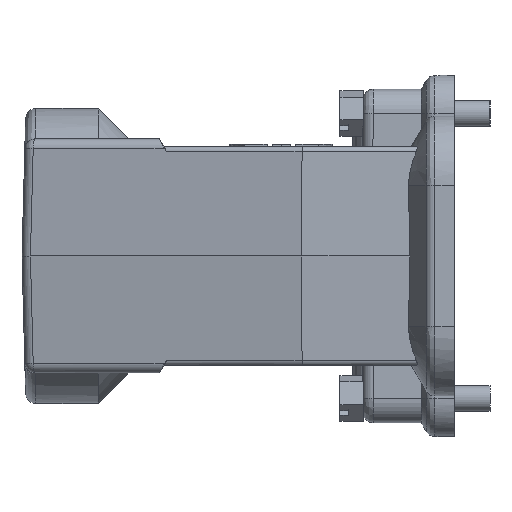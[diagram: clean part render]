
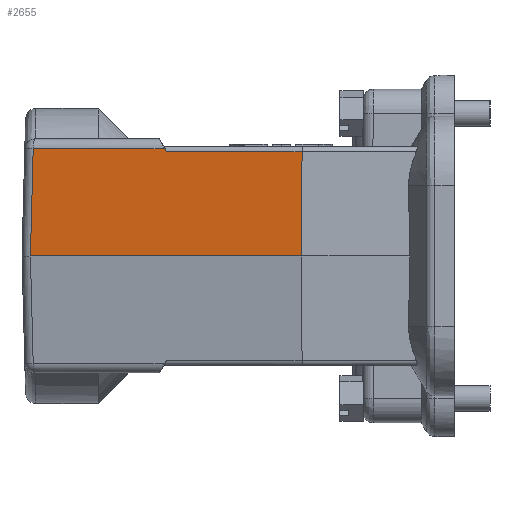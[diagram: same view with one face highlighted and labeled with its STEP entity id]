
A CAD part, left-side view. The second image highlights one B-rep face of the part: STEP entity #2655.
In plain terms, the highlighted planar face has unit normal (-0.985, 0.174, 0.026).
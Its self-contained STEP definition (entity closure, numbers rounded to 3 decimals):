
#1219=LINE('',#11960,#1951);
#1220=LINE('',#11962,#1952);
#1221=LINE('',#11964,#1953);
#1222=LINE('',#11966,#1954);
#1223=LINE('',#11968,#1955);
#1224=LINE('',#11970,#1956);
#1951=VECTOR('',#9419,1.);
#1952=VECTOR('',#9422,1.);
#1953=VECTOR('',#9423,1.);
#1954=VECTOR('',#9424,1.);
#1955=VECTOR('',#9425,1.);
#1956=VECTOR('',#9426,1.);
#2655=ADVANCED_FACE('',(#3285),#3000,.T.);
#3000=PLANE('',#8222);
#3285=FACE_OUTER_BOUND('',#3696,.T.);
#3696=EDGE_LOOP('',(#4782,#4783,#4784,#4785,#4786,#4787));
#4782=ORIENTED_EDGE('',*,*,#7135,.T.);
#4783=ORIENTED_EDGE('',*,*,#7134,.T.);
#4784=ORIENTED_EDGE('',*,*,#7136,.T.);
#4785=ORIENTED_EDGE('',*,*,#7137,.F.);
#4786=ORIENTED_EDGE('',*,*,#7138,.T.);
#4787=ORIENTED_EDGE('',*,*,#7139,.T.);
#6184=VERTEX_POINT('',#11102);
#6219=VERTEX_POINT('',#11358);
#6309=VERTEX_POINT('',#11963);
#6310=VERTEX_POINT('',#11965);
#6311=VERTEX_POINT('',#11967);
#6312=VERTEX_POINT('',#11969);
#7134=EDGE_CURVE('',#6219,#6184,#1219,.T.);
#7135=EDGE_CURVE('',#6309,#6219,#1220,.T.);
#7136=EDGE_CURVE('',#6184,#6310,#1221,.T.);
#7137=EDGE_CURVE('',#6311,#6310,#1222,.T.);
#7138=EDGE_CURVE('',#6311,#6312,#1223,.T.);
#7139=EDGE_CURVE('',#6312,#6309,#1224,.T.);
#8222=AXIS2_PLACEMENT_3D('',#11971,#9427,#9428);
#9419=DIRECTION('',(-0.022,0.026,-0.999));
#9422=DIRECTION('',(0.174,0.985,0.));
#9423=DIRECTION('',(-0.174,-0.985,0.));
#9424=DIRECTION('',(-0.026,0.002,-1.));
#9425=DIRECTION('',(0.174,0.985,0.));
#9426=DIRECTION('',(0.111,0.497,0.861));
#9427=DIRECTION('',(-0.984,0.174,0.026));
#9428=DIRECTION('',(-0.174,-0.985,0.));
#11102=CARTESIAN_POINT('',(-50.868,72.148,-0.092));
#11358=CARTESIAN_POINT('',(-50.406,71.597,20.961));
#11960=CARTESIAN_POINT('',(-50.406,71.597,20.961));
#11962=CARTESIAN_POINT('',(-54.976,45.676,20.961));
#11963=CARTESIAN_POINT('',(-54.976,45.676,20.961));
#11964=CARTESIAN_POINT('',(-50.868,72.148,-0.092));
#11965=CARTESIAN_POINT('',(-60.275,18.8,-0.092));
#11966=CARTESIAN_POINT('',(-59.738,18.753,20.434));
#11967=CARTESIAN_POINT('',(-59.738,18.753,20.434));
#11968=CARTESIAN_POINT('',(-59.738,18.753,20.434));
#11969=CARTESIAN_POINT('',(-55.044,45.372,20.434));
#11970=CARTESIAN_POINT('',(-55.044,45.372,20.434));
#11971=CARTESIAN_POINT('',(-49.661,79.346,-2.428));
